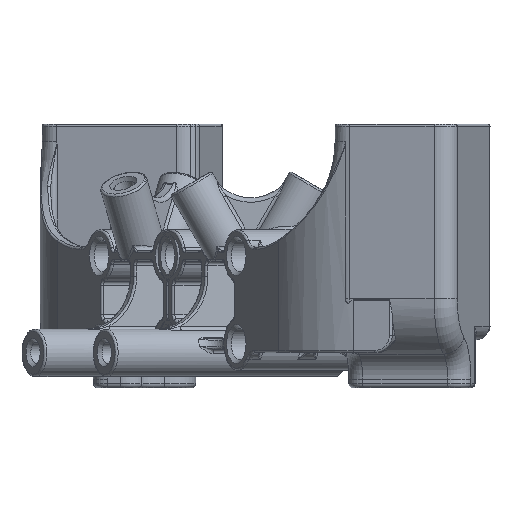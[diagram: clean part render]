
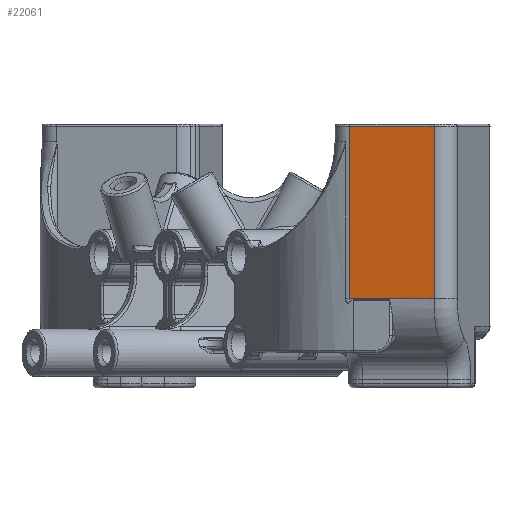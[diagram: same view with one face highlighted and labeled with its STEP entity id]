
A CAD part, front view. The second image highlights one B-rep face of the part: STEP entity #22061.
In plain terms, the highlighted planar face has unit normal (-0.259, -0.966, 0).
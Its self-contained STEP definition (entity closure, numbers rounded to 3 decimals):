
#390=PLANE('',#24694);
#1447=LINE('',#46405,#2429);
#1593=LINE('',#50546,#2575);
#1623=LINE('',#51266,#2605);
#1624=LINE('',#51269,#2606);
#2429=VECTOR('',#29498,10.);
#2575=VECTOR('',#30552,10.);
#2605=VECTOR('',#30728,10.);
#2606=VECTOR('',#30733,10.);
#4487=FACE_OUTER_BOUND('',#6006,.T.);
#6006=EDGE_LOOP('',(#19475,#19476,#19477,#19478));
#9867=VERTEX_POINT('',#46396);
#9869=VERTEX_POINT('',#46402);
#10188=VERTEX_POINT('',#50544);
#10229=VERTEX_POINT('',#51265);
#12702=EDGE_CURVE('',#9867,#9869,#1447,.T.);
#13267=EDGE_CURVE('',#9869,#10188,#1593,.T.);
#13357=EDGE_CURVE('',#9867,#10229,#1623,.T.);
#13359=EDGE_CURVE('',#10229,#10188,#1624,.T.);
#19475=ORIENTED_EDGE('',*,*,#12702,.T.);
#19476=ORIENTED_EDGE('',*,*,#13267,.T.);
#19477=ORIENTED_EDGE('',*,*,#13359,.F.);
#19478=ORIENTED_EDGE('',*,*,#13357,.F.);
#22061=ADVANCED_FACE('',(#4487),#390,.T.);
#24694=AXIS2_PLACEMENT_3D('',#51268,#30731,#30732);
#29498=DIRECTION('',(-0.966,0.259,0.));
#30552=DIRECTION('',(0.,0.,-1.));
#30728=DIRECTION('',(0.,0.,-1.));
#30731=DIRECTION('center_axis',(-0.259,-0.966,0.));
#30732=DIRECTION('ref_axis',(-0.966,0.259,0.));
#30733=DIRECTION('',(-0.966,0.259,0.));
#46396=CARTESIAN_POINT('',(18.936,-20.229,5.25));
#46402=CARTESIAN_POINT('',(9.276,-17.641,5.25));
#46405=CARTESIAN_POINT('',(16.569,-19.595,5.25));
#50544=CARTESIAN_POINT('',(9.276,-17.641,-14.335));
#50546=CARTESIAN_POINT('',(9.276,-17.641,5.5));
#51265=CARTESIAN_POINT('',(18.936,-20.229,-14.335));
#51266=CARTESIAN_POINT('',(18.936,-20.229,5.5));
#51268=CARTESIAN_POINT('Origin',(18.936,-20.229,5.5));
#51269=CARTESIAN_POINT('',(7.2,-17.085,-14.335));
